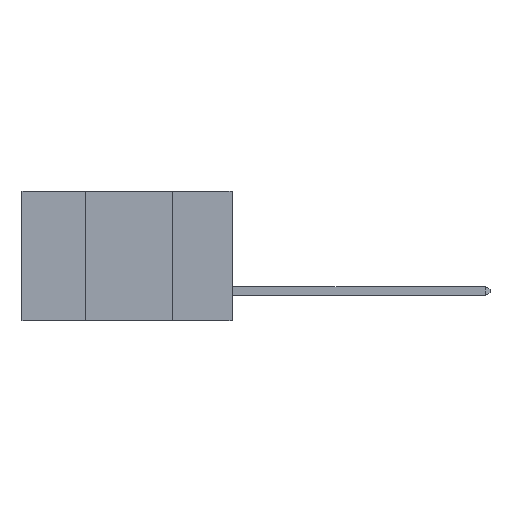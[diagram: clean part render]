
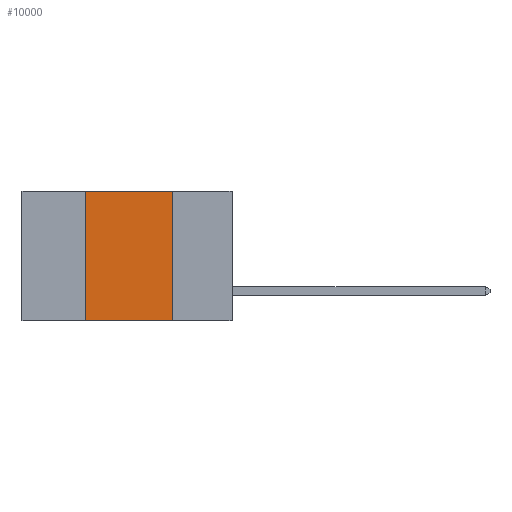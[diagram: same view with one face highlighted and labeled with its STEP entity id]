
A CAD part, left-side view. The second image highlights one B-rep face of the part: STEP entity #10000.
In plain terms, the highlighted planar face has unit normal (-1, 0, 0).
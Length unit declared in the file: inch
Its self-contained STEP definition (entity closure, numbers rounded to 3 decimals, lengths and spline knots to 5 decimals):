
#281 = EDGE_LOOP ( 'NONE', ( #8930, #7376, #8534, #5777 ) ) ;
#303 = CARTESIAN_POINT ( 'NONE',  ( 0., 0.17, 0. ) ) ;
#1422 = LINE ( 'NONE', #2703, #8274 ) ;
#1466 = VERTEX_POINT ( 'NONE', #3808 ) ;
#1780 = FACE_OUTER_BOUND ( 'NONE', #281, .T. ) ;
#1875 = VECTOR ( 'NONE', #3362, 39.37008 ) ;
#1996 = PLANE ( 'NONE',  #5447 ) ;
#2176 = LINE ( 'NONE', #303, #1875 ) ;
#2473 = VECTOR ( 'NONE', #7804, 39.37008 ) ;
#2561 = CARTESIAN_POINT ( 'NONE',  ( 0., 0.42, 0. ) ) ;
#2703 = CARTESIAN_POINT ( 'NONE',  ( 0., 0.6, -0.37 ) ) ;
#3362 = DIRECTION ( 'NONE',  ( 0., 0., -1. ) ) ;
#3808 = CARTESIAN_POINT ( 'NONE',  ( 0., 0.17, 0. ) ) ;
#4355 = VERTEX_POINT ( 'NONE', #11041 ) ;
#4778 = DIRECTION ( 'NONE',  ( 0., 0., -1. ) ) ;
#4912 = DIRECTION ( 'NONE',  ( 0., -1., 0. ) ) ;
#5447 = AXIS2_PLACEMENT_3D ( 'NONE', #8209, #9767, #4778 ) ;
#5567 = EDGE_CURVE ( 'NONE', #8857, #8229, #7530, .T. ) ;
#5592 = CARTESIAN_POINT ( 'NONE',  ( 0., 0.42, 0. ) ) ;
#5631 = VECTOR ( 'NONE', #7215, 39.37008 ) ;
#5777 = ORIENTED_EDGE ( 'NONE', *, *, #5867, .T. ) ;
#5867 = EDGE_CURVE ( 'NONE', #8857, #4355, #1422, .T. ) ;
#6011 = EDGE_CURVE ( 'NONE', #1466, #4355, #2176, .T. ) ;
#6108 = EDGE_CURVE ( 'NONE', #8229, #1466, #9721, .T. ) ;
#7215 = DIRECTION ( 'NONE',  ( 0., -1., 0. ) ) ;
#7376 = ORIENTED_EDGE ( 'NONE', *, *, #6108, .F. ) ;
#7530 = LINE ( 'NONE', #5592, #2473 ) ;
#7804 = DIRECTION ( 'NONE',  ( 0., 0., 1. ) ) ;
#8209 = CARTESIAN_POINT ( 'NONE',  ( 0., 0.6, 0. ) ) ;
#8229 = VERTEX_POINT ( 'NONE', #2561 ) ;
#8274 = VECTOR ( 'NONE', #4912, 39.37008 ) ;
#8534 = ORIENTED_EDGE ( 'NONE', *, *, #5567, .F. ) ;
#8857 = VERTEX_POINT ( 'NONE', #9325 ) ;
#8864 = CARTESIAN_POINT ( 'NONE',  ( 0., 0.6, 0. ) ) ;
#8930 = ORIENTED_EDGE ( 'NONE', *, *, #6011, .F. ) ;
#9325 = CARTESIAN_POINT ( 'NONE',  ( 0., 0.42, -0.37 ) ) ;
#9721 = LINE ( 'NONE', #8864, #5631 ) ;
#9767 = DIRECTION ( 'NONE',  ( 1., 0., 0. ) ) ;
#10000 = ADVANCED_FACE ( 'NONE', ( #1780 ), #1996, .F. ) ;
#11041 = CARTESIAN_POINT ( 'NONE',  ( 0., 0.17, -0.37 ) ) ;
